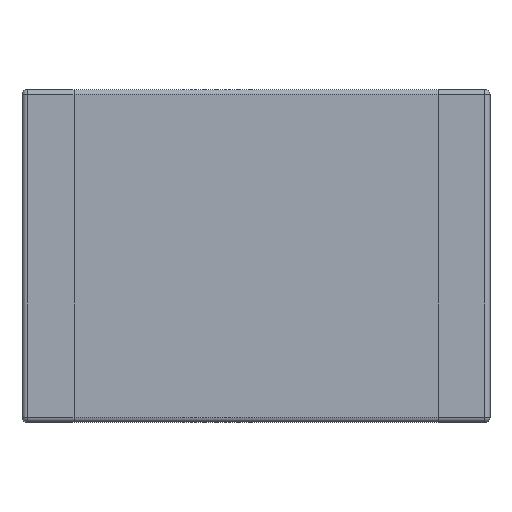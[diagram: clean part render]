
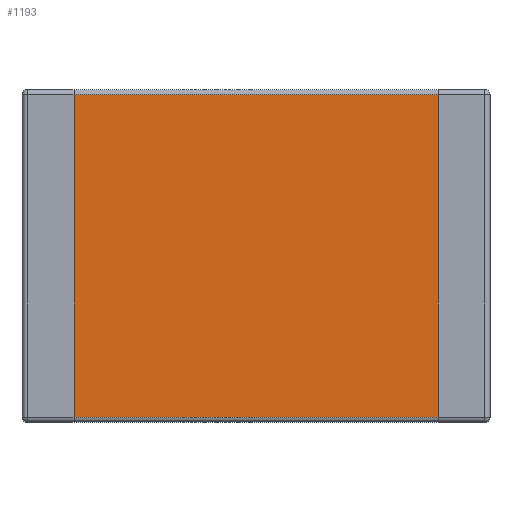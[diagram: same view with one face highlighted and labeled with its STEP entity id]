
A CAD part, top view. The second image highlights one B-rep face of the part: STEP entity #1193.
In plain terms, the highlighted planar face has unit normal (0, 0, 1).
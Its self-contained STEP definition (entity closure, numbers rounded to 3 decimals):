
#1114 = CARTESIAN_POINT ( 'NONE',  ( 1.75, 1.55, 0.65 ) ) ;
#1115 = VERTEX_POINT ( 'NONE', #1114 ) ;
#1123 = CARTESIAN_POINT ( 'NONE',  ( 1.75, -1.55, 0.65 ) ) ;
#1124 = VERTEX_POINT ( 'NONE', #1123 ) ;
#1125 = CARTESIAN_POINT ( 'NONE',  ( 1.75, -1.6, 0.65 ) ) ;
#1126 = DIRECTION ( 'NONE',  ( 0., 1., 0. ) ) ;
#1127 = VECTOR ( 'NONE', #1126, 1000. ) ;
#1128 = LINE ( 'NONE', #1125, #1127 ) ;
#1129 = EDGE_CURVE ( 'NONE', #1124, #1115, #1128, .T. ) ;
#1163 = ORIENTED_EDGE ( 'NONE', *, *, #1129, .T. ) ;
#1164 = CARTESIAN_POINT ( 'NONE',  ( -1.75, 1.55, 0.65 ) ) ;
#1165 = VERTEX_POINT ( 'NONE', #1164 ) ;
#1166 = CARTESIAN_POINT ( 'NONE',  ( 0., 1.55, 0.65 ) ) ;
#1167 = DIRECTION ( 'NONE',  ( -1., 0., 0. ) ) ;
#1168 = VECTOR ( 'NONE', #1167, 1000. ) ;
#1169 = LINE ( 'NONE', #1166, #1168 ) ;
#1170 = EDGE_CURVE ( 'NONE', #1115, #1165, #1169, .T. ) ;
#1171 = ORIENTED_EDGE ( 'NONE', *, *, #1170, .T. ) ;
#1172 = CARTESIAN_POINT ( 'NONE',  ( -1.75, -1.55, 0.65 ) ) ;
#1173 = VERTEX_POINT ( 'NONE', #1172 ) ;
#1174 = CARTESIAN_POINT ( 'NONE',  ( -1.75, -1.6, 0.65 ) ) ;
#1175 = DIRECTION ( 'NONE',  ( 0., -1., 0. ) ) ;
#1176 = VECTOR ( 'NONE', #1175, 1000. ) ;
#1177 = LINE ( 'NONE', #1174, #1176 ) ;
#1178 = EDGE_CURVE ( 'NONE', #1165, #1173, #1177, .T. ) ;
#1179 = ORIENTED_EDGE ( 'NONE', *, *, #1178, .T. ) ;
#1180 = CARTESIAN_POINT ( 'NONE',  ( 0., -1.55, 0.65 ) ) ;
#1181 = DIRECTION ( 'NONE',  ( 1., 0., 0. ) ) ;
#1182 = VECTOR ( 'NONE', #1181, 1000. ) ;
#1183 = LINE ( 'NONE', #1180, #1182 ) ;
#1184 = EDGE_CURVE ( 'NONE', #1173, #1124, #1183, .T. ) ;
#1185 = ORIENTED_EDGE ( 'NONE', *, *, #1184, .T. ) ;
#1186 = EDGE_LOOP ( 'NONE', ( #1163, #1171, #1179, #1185 ) ) ;
#1187 = FACE_OUTER_BOUND ( 'NONE', #1186, .T. ) ;
#1188 = CARTESIAN_POINT ( 'NONE',  ( 0., 0., 0.65 ) ) ;
#1189 = DIRECTION ( 'NONE',  ( 0., 0., -1. ) ) ;
#1190 = DIRECTION ( 'NONE',  ( 0., 1., 0. ) ) ;
#1191 = AXIS2_PLACEMENT_3D ( 'NONE', #1188, #1189, #1190 ) ;
#1192 = PLANE ( 'NONE', #1191 ) ;
#1193 = ADVANCED_FACE ( 'NONE', ( #1187 ), #1192, .F. ) ;
